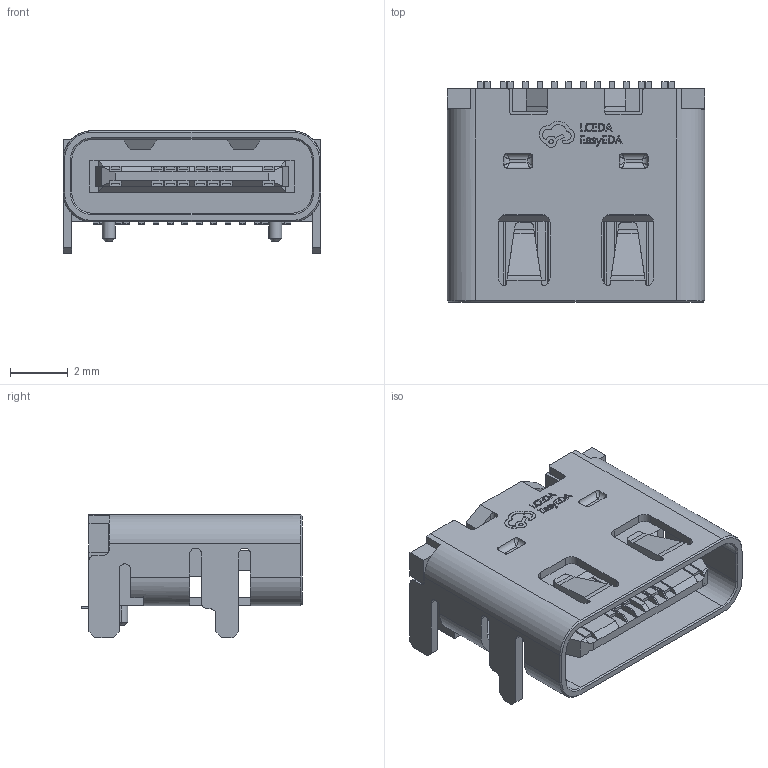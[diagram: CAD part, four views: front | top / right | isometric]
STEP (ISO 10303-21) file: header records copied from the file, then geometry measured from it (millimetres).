
FILE_DESCRIPTION(('FreeCAD Model'),'2;1');
FILE_NAME('Open CASCADE Shape Model','2026-02-25T00:30:34',(''),(''), 'Open CASCADE STEP processor 7.8','FreeCAD','Unknown');
FILE_SCHEMA(('AUTOMOTIVE_DESIGN { 1 0 10303 214 1 1 1 1 }'));
Products named in the file (1): USB-C-SMD_U263-163N-4GS1735~TYPE-C-SMD_U263-163N-4GS1735~lxTM
Bounding box: 8.94 x 7.65 x 4.27 mm (x, y, z)
Volume: 113.4 mm3; surface area: 524.4 mm2
Topology: 29 solids, 29 shells, 823 faces, 6356 edges, 18276 vertices
Faces by surface type: plane 589, bspline 114, cylinder 108, cone 12
Entity records: 85375 total; most frequent: CARTESIAN_POINT 29156, DIRECTION 7564, LINE 4980, VECTOR 4980, GEOMETRIC_CURVE_SET 4233, ORIENTED_EDGE 4216, TRIMMED_CURVE 4216, EDGE_CURVE 2108
